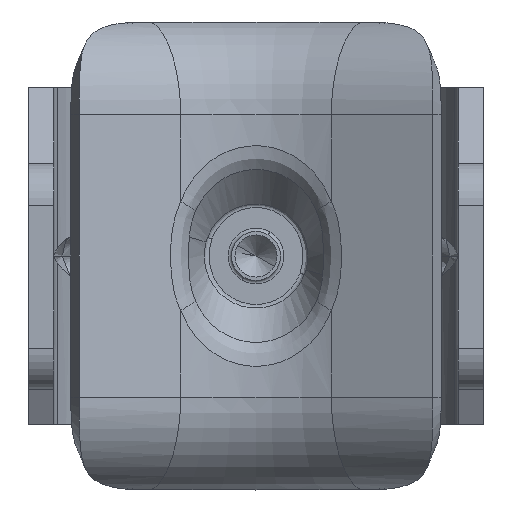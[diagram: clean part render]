
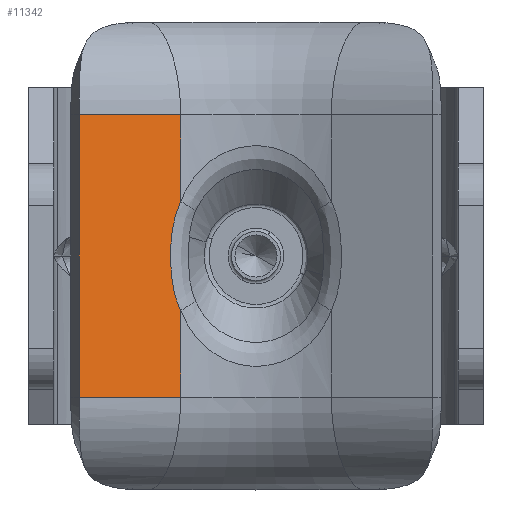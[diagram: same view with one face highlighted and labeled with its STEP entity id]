
A CAD part, front view. The second image highlights one B-rep face of the part: STEP entity #11342.
In plain terms, the highlighted face is planar.
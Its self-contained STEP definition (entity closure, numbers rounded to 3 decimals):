
#45 = FACE_OUTER_BOUND ( 'NONE', #1155, .T. ) ;
#284 = CARTESIAN_POINT ( 'NONE',  ( 5.028, 2.433, -1.102 ) ) ;
#360 = CARTESIAN_POINT ( 'NONE',  ( 5.092, 2.404, 0.275 ) ) ;
#1009 = DIRECTION ( 'NONE',  ( 0., 0., 1. ) ) ;
#1155 = EDGE_LOOP ( 'NONE', ( #5763, #12780, #6677, #9876, #5586, #1506 ) ) ;
#1366 = CARTESIAN_POINT ( 'NONE',  ( 5.078, 2.41, 0.553 ) ) ;
#1367 = CARTESIAN_POINT ( 'NONE',  ( 4.474, 2.679, -8.386 ) ) ;
#1444 = CARTESIAN_POINT ( 'NONE',  ( 4.474, 2.679, -3.239 ) ) ;
#1506 = ORIENTED_EDGE ( 'NONE', *, *, #8410, .F. ) ;
#1658 = DIRECTION ( 'NONE',  ( 0., 0., 1. ) ) ;
#1831 = EDGE_CURVE ( 'NONE', #7522, #10600, #9982, .T. ) ;
#2170 = CARTESIAN_POINT ( 'NONE',  ( 4.474, 2.679, -15. ) ) ;
#2524 = CARTESIAN_POINT ( 'NONE',  ( 4.98, 2.454, -1.513 ) ) ;
#2598 = CARTESIAN_POINT ( 'NONE',  ( 5.078, 2.41, -0.554 ) ) ;
#2755 = CARTESIAN_POINT ( 'NONE',  ( 4.998, 2.446, -1.376 ) ) ;
#2768 = CARTESIAN_POINT ( 'NONE',  ( 4.474, 2.679, 8.386 ) ) ;
#3080 = AXIS2_PLACEMENT_3D ( 'NONE', #9605, #12085, #7287 ) ;
#3315 = CARTESIAN_POINT ( 'NONE',  ( 4.474, 2.679, -3.239 ) ) ;
#3673 = CARTESIAN_POINT ( 'NONE',  ( 5.029, 2.432, 1.111 ) ) ;
#3674 = DIRECTION ( 'NONE',  ( 0.914, -0.407, 0. ) ) ;
#4091 = CARTESIAN_POINT ( 'NONE',  ( 10.492, 0., 8.386 ) ) ;
#4325 = VECTOR ( 'NONE', #4688, 1000. ) ;
#4655 = VECTOR ( 'NONE', #3674, 1000. ) ;
#4666 = VERTEX_POINT ( 'NONE', #2768 ) ;
#4688 = DIRECTION ( 'NONE',  ( 0., 0., 1. ) ) ;
#4819 = PLANE ( 'NONE',  #3080 ) ;
#5061 = CARTESIAN_POINT ( 'NONE',  ( 4.864, 2.506, 2.207 ) ) ;
#5086 = CARTESIAN_POINT ( 'NONE',  ( 4.474, 2.679, -8.386 ) ) ;
#5139 = CARTESIAN_POINT ( 'NONE',  ( 5.092, 2.404, -0.279 ) ) ;
#5352 = CARTESIAN_POINT ( 'NONE',  ( 10.492, 0., -8.386 ) ) ;
#5398 = EDGE_CURVE ( 'NONE', #4666, #7075, #7342, .T. ) ;
#5586 = ORIENTED_EDGE ( 'NONE', *, *, #1831, .F. ) ;
#5763 = ORIENTED_EDGE ( 'NONE', *, *, #9844, .T. ) ;
#5912 = LINE ( 'NONE', #1367, #4655 ) ;
#5954 = CARTESIAN_POINT ( 'NONE',  ( 4.474, 2.679, 3.239 ) ) ;
#6104 = CARTESIAN_POINT ( 'NONE',  ( 4.474, 2.679, 8.386 ) ) ;
#6450 = VECTOR ( 'NONE', #1009, 1000. ) ;
#6628 = VERTEX_POINT ( 'NONE', #5086 ) ;
#6677 = ORIENTED_EDGE ( 'NONE', *, *, #5398, .F. ) ;
#6784 = LINE ( 'NONE', #2170, #6450 ) ;
#6917 = VECTOR ( 'NONE', #10973, 1000. ) ;
#6999 = VERTEX_POINT ( 'NONE', #5352 ) ;
#7019 = VECTOR ( 'NONE', #1658, 1000. ) ;
#7075 = VERTEX_POINT ( 'NONE', #4091 ) ;
#7229 = CARTESIAN_POINT ( 'NONE',  ( 4.867, 2.504, -2.193 ) ) ;
#7287 = DIRECTION ( 'NONE',  ( -0.914, 0.407, 0. ) ) ;
#7342 = LINE ( 'NONE', #6104, #6917 ) ;
#7522 = VERTEX_POINT ( 'NONE', #3315 ) ;
#8410 = EDGE_CURVE ( 'NONE', #6628, #7522, #6784, .T. ) ;
#8535 = CARTESIAN_POINT ( 'NONE',  ( 4.708, 2.575, -2.736 ) ) ;
#8757 = CARTESIAN_POINT ( 'NONE',  ( 4.474, 2.679, -15. ) ) ;
#9605 = CARTESIAN_POINT ( 'NONE',  ( 4.474, 2.679, -15. ) ) ;
#9844 = EDGE_CURVE ( 'NONE', #6628, #6999, #5912, .T. ) ;
#9876 = ORIENTED_EDGE ( 'NONE', *, *, #11386, .F. ) ;
#9982 = B_SPLINE_CURVE_WITH_KNOTS ( 'NONE', 3,
 ( #1444, #8535, #7229, #2524, #2755, #284, #11948, #2598, #5139, #360, #1366, #3673, #12024, #5061, #14349, #11872 ),
 .UNSPECIFIED., .F., .F.,
 ( 4, 2, 2, 2, 2, 2, 2, 4 ),
 ( 0., 0.002, 0.002, 0.003, 0.003, 0.004, 0.005, 0.007 ),
 .UNSPECIFIED. ) ;
#10564 = LINE ( 'NONE', #15283, #4325 ) ;
#10600 = VERTEX_POINT ( 'NONE', #5954 ) ;
#10973 = DIRECTION ( 'NONE',  ( 0.914, -0.407, 0. ) ) ;
#11342 = ADVANCED_FACE ( 'NONE', ( #45 ), #4819, .T. ) ;
#11386 = EDGE_CURVE ( 'NONE', #10600, #4666, #12239, .T. ) ;
#11872 = CARTESIAN_POINT ( 'NONE',  ( 4.474, 2.679, 3.239 ) ) ;
#11948 = CARTESIAN_POINT ( 'NONE',  ( 5.042, 2.426, -0.965 ) ) ;
#12024 = CARTESIAN_POINT ( 'NONE',  ( 5.001, 2.444, 1.389 ) ) ;
#12085 = DIRECTION ( 'NONE',  ( -0.407, -0.914, 0. ) ) ;
#12170 = EDGE_CURVE ( 'NONE', #6999, #7075, #10564, .T. ) ;
#12239 = LINE ( 'NONE', #8757, #7019 ) ;
#12780 = ORIENTED_EDGE ( 'NONE', *, *, #12170, .T. ) ;
#14349 = CARTESIAN_POINT ( 'NONE',  ( 4.708, 2.575, 2.734 ) ) ;
#15283 = CARTESIAN_POINT ( 'NONE',  ( 10.492, 0., -15. ) ) ;
